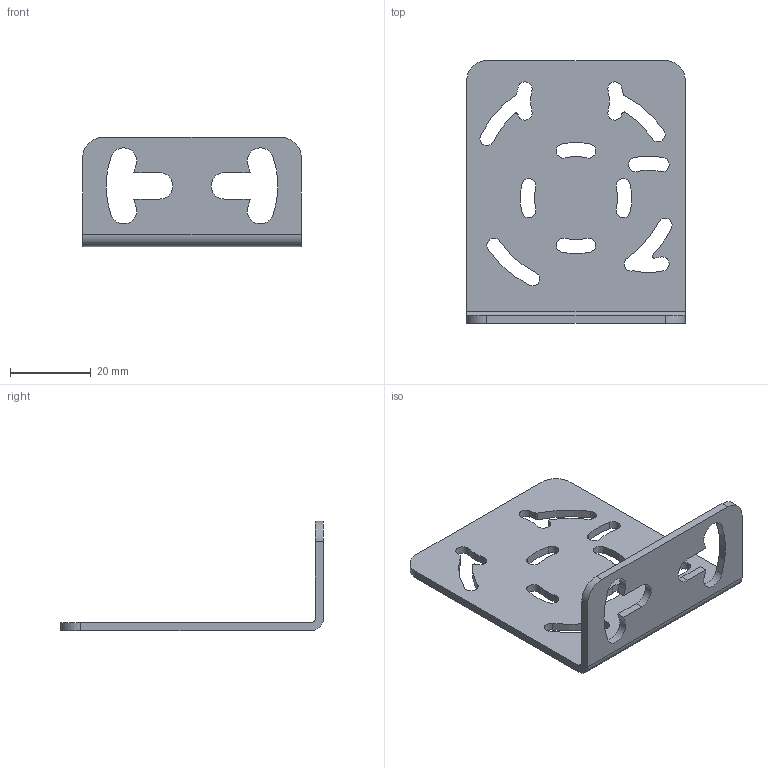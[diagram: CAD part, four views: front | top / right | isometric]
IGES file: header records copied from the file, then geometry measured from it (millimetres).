
Start section:  PTC IGES file: 141775.igs
Global section: file name: 141775.igs; native system: Pro/ENGINEER by Parametric Technology Corporation; preprocessor: 2006170; author: banengservice; organization: Unknown; date: 20080808.143155; units: inch
Bounding box: 54 x 65 x 27 mm (x, y, z)
Volume: 7997.2 mm3; surface area: 9392.9 mm2
Topology: 1 solids, 1 shells, 83 faces, 243 edges, 162 vertices
Faces by surface type: revolution 71, bspline 12
